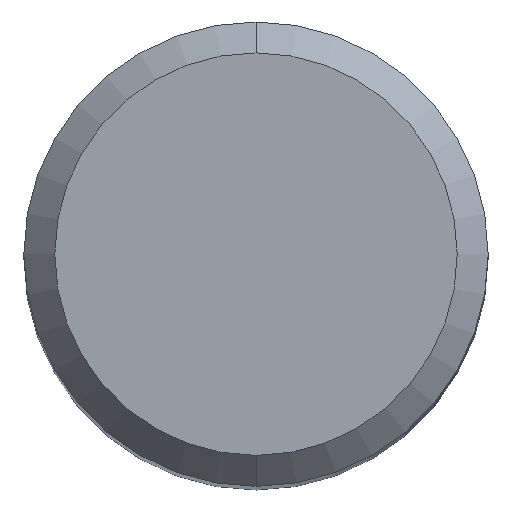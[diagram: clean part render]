
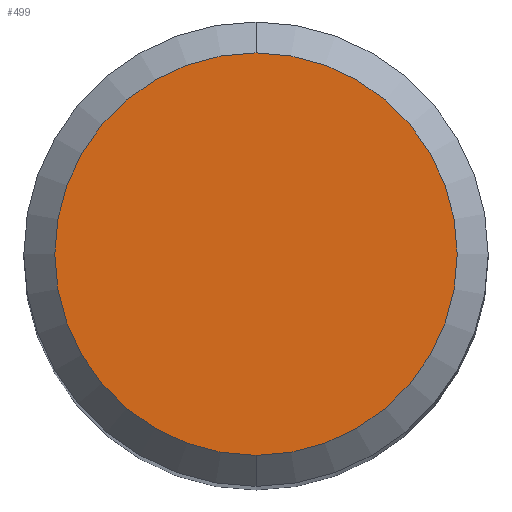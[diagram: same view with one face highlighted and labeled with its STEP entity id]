
A CAD part, top view. The second image highlights one B-rep face of the part: STEP entity #499.
In plain terms, the highlighted planar face has unit normal (0, 0, 1).
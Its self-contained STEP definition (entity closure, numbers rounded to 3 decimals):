
#313=VERTEX_POINT('',#716);
#369=EDGE_CURVE('',#451,#313,#779,.T.);
#451=VERTEX_POINT('',#868);
#499=ADVANCED_FACE('',(#920),#921,.T.);
#525=EDGE_CURVE('',#313,#451,#951,.T.);
#716=CARTESIAN_POINT('',(0.0,2.6,0.0));
#779=CIRCLE('',#1303,2.6);
#868=CARTESIAN_POINT('',(0.,-2.6,0.0));
#920=FACE_OUTER_BOUND('',#1589,.T.);
#921=PLANE('',#1590);
#951=CIRCLE('',#1635,2.6);
#1303=AXIS2_PLACEMENT_3D('',#2029,#2030,#2031);
#1589=EDGE_LOOP('',(#2176,#2177));
#1590=AXIS2_PLACEMENT_3D('',#2178,#2179,#2180);
#1635=AXIS2_PLACEMENT_3D('',#2210,#2211,#2212);
#2029=CARTESIAN_POINT('',(0.0,0.0,0.0));
#2030=DIRECTION('',(0.0,0.0,-1.0));
#2031=DIRECTION('',(0.0,1.0,0.0));
#2176=ORIENTED_EDGE('',*,*,#525,.F.);
#2177=ORIENTED_EDGE('',*,*,#369,.F.);
#2178=CARTESIAN_POINT('',(0.0,1.3,0.0));
#2179=DIRECTION('',(-0.0,0.0,1.0));
#2180=DIRECTION('',(0.0,-1.0,0.0));
#2210=CARTESIAN_POINT('',(0.0,0.0,0.0));
#2211=DIRECTION('',(0.0,0.0,-1.0));
#2212=DIRECTION('',(0.0,1.0,0.0));
